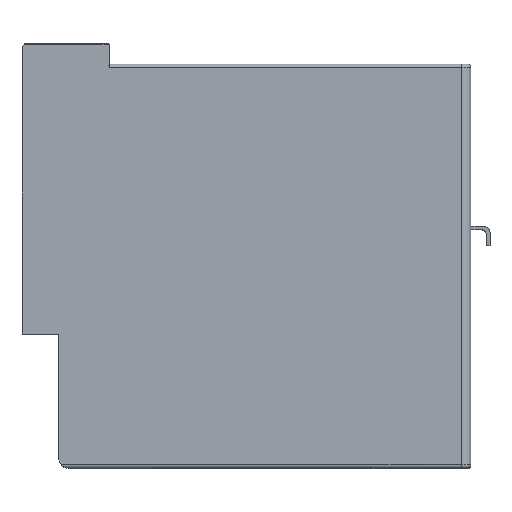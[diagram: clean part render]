
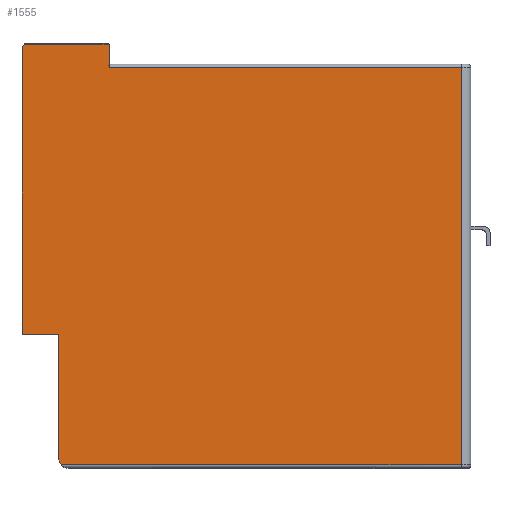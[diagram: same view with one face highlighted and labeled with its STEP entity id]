
A CAD part, top view. The second image highlights one B-rep face of the part: STEP entity #1555.
In plain terms, the highlighted planar face has unit normal (0, 0, 1).
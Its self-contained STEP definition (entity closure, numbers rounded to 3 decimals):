
#426=DIRECTION('',(0.,1.,0.));
#427=VECTOR('',#426,124.);
#428=CARTESIAN_POINT('',(125.5,1.,70.));
#429=LINE('',#428,#427);
#430=DIRECTION('',(1.,0.,0.));
#431=VECTOR('',#430,124.736);
#432=CARTESIAN_POINT('',(0.764,1.,70.));
#433=LINE('',#432,#431);
#434=CARTESIAN_POINT('',(3.,3.,70.));
#435=DIRECTION('',(0.,0.,1.));
#436=DIRECTION('',(-1.,0.,0.));
#437=AXIS2_PLACEMENT_3D('',#434,#435,#436);
#439=DIRECTION('',(0.,-1.,0.));
#440=VECTOR('',#439,38.75);
#441=CARTESIAN_POINT('',(0.,41.75,70.));
#442=LINE('',#441,#440);
#443=DIRECTION('',(1.,0.,0.));
#444=VECTOR('',#443,11.5);
#445=CARTESIAN_POINT('',(-11.5,41.75,70.));
#446=LINE('',#445,#444);
#447=DIRECTION('',(0.,-1.,0.));
#448=VECTOR('',#447,89.75);
#449=CARTESIAN_POINT('',(-11.5,131.5,70.));
#450=LINE('',#449,#448);
#451=DIRECTION('',(-0.707,-0.707,0.));
#452=VECTOR('',#451,1.131);
#453=CARTESIAN_POINT('',(-10.7,132.3,70.));
#454=LINE('',#453,#452);
#455=DIRECTION('',(-1.,0.,0.));
#456=VECTOR('',#455,26.35);
#457=CARTESIAN_POINT('',(15.65,132.3,70.));
#458=LINE('',#457,#456);
#459=DIRECTION('',(-1.,0.,0.));
#460=VECTOR('',#459,109.85);
#461=CARTESIAN_POINT('',(125.5,125.,70.));
#462=LINE('',#461,#460);
#487=DIRECTION('',(0.,1.,0.));
#488=VECTOR('',#487,7.3);
#489=CARTESIAN_POINT('',(15.65,125.,70.));
#490=LINE('',#489,#488);
#529=CARTESIAN_POINT('',(-10.7,132.3,70.));
#748=CARTESIAN_POINT('',(-11.5,41.75,70.));
#750=VERTEX_POINT('',#748);
#752=CARTESIAN_POINT('',(0.,41.75,70.));
#754=VERTEX_POINT('',#752);
#756=CARTESIAN_POINT('',(-11.5,131.5,70.));
#757=VERTEX_POINT('',#756);
#796=CARTESIAN_POINT('',(125.5,1.,70.));
#797=CARTESIAN_POINT('',(125.5,125.,70.));
#798=VERTEX_POINT('',#796);
#799=VERTEX_POINT('',#797);
#808=CARTESIAN_POINT('',(0.,3.,70.));
#810=VERTEX_POINT('',#808);
#812=CARTESIAN_POINT('',(0.764,1.,70.));
#813=VERTEX_POINT('',#812);
#826=CARTESIAN_POINT('',(15.65,125.,70.));
#827=VERTEX_POINT('',#826);
#862=CARTESIAN_POINT('',(15.65,132.3,70.));
#863=VERTEX_POINT('',#862);
#866=VERTEX_POINT('',#529);
#1532=CARTESIAN_POINT('',(0.,0.,70.));
#1533=DIRECTION('',(0.,0.,1.));
#1534=DIRECTION('',(1.,0.,0.));
#1535=AXIS2_PLACEMENT_3D('',#1532,#1533,#1534);
#1536=PLANE('',#1535);
#1537=ORIENTED_EDGE('',*,*,#1112,.F.);
#1539=ORIENTED_EDGE('',*,*,#1538,.F.);
#1540=ORIENTED_EDGE('',*,*,#1222,.F.);
#1541=ORIENTED_EDGE('',*,*,#1250,.F.);
#1543=ORIENTED_EDGE('',*,*,#1542,.F.);
#1545=ORIENTED_EDGE('',*,*,#1544,.F.);
#1547=ORIENTED_EDGE('',*,*,#1546,.F.);
#1549=ORIENTED_EDGE('',*,*,#1548,.F.);
#1551=ORIENTED_EDGE('',*,*,#1550,.F.);
#1552=ORIENTED_EDGE('',*,*,#1518,.F.);
#1553=EDGE_LOOP('',(#1537,#1539,#1540,#1541,#1543,#1545,#1547,#1549,#1551,
#1552));
#1554=FACE_OUTER_BOUND('',#1553,.F.);
#1555=ADVANCED_FACE('',(#1554),#1536,.T.);
#438=CIRCLE('',#437,3.);
#1112=EDGE_CURVE('',#798,#799,#429,.T.);
#1222=EDGE_CURVE('',#810,#813,#438,.T.);
#1250=EDGE_CURVE('',#754,#810,#442,.T.);
#1518=EDGE_CURVE('',#799,#827,#462,.T.);
#1538=EDGE_CURVE('',#813,#798,#433,.T.);
#1542=EDGE_CURVE('',#750,#754,#446,.T.);
#1544=EDGE_CURVE('',#757,#750,#450,.T.);
#1546=EDGE_CURVE('',#866,#757,#454,.T.);
#1548=EDGE_CURVE('',#863,#866,#458,.T.);
#1550=EDGE_CURVE('',#827,#863,#490,.T.);
